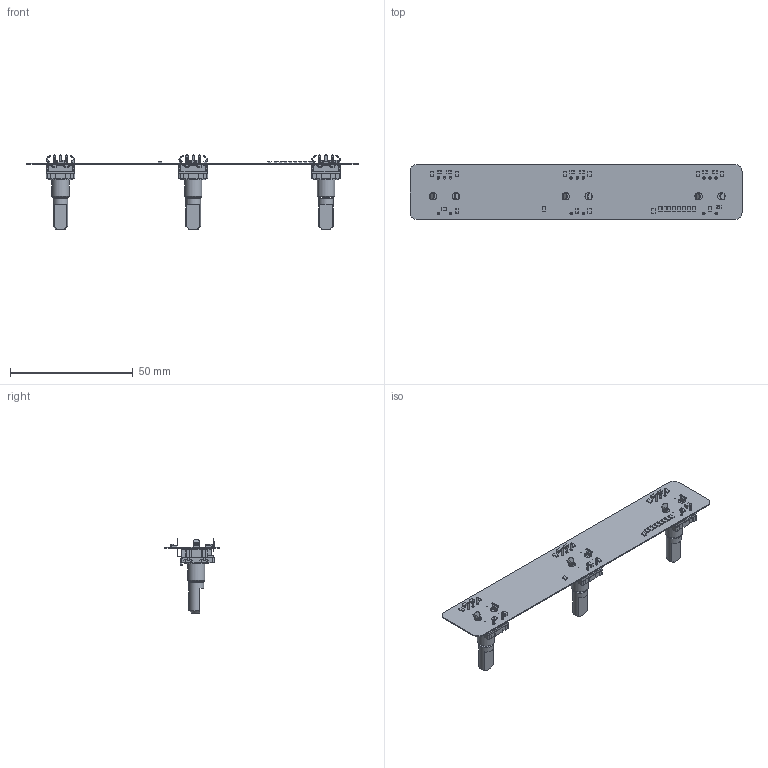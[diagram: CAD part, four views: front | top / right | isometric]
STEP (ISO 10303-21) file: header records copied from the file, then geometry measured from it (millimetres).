
FILE_DESCRIPTION(('Open CASCADE Model'),'2;1');
FILE_NAME('Open CASCADE Shape Model','2023-03-10T14:48:42',('Author'),( 'Open CASCADE'),'Open CASCADE STEP processor 6.8','Open CASCADE 6.8' ,'Unknown');
FILE_SCHEMA(('AUTOMOTIVE_DESIGN { 1 0 10303 214 1 1 1 1 }'));
Length unit declared in the file: millimetre
Products named in the file (1): PCB
Bounding box: 135 x 22.5 x 30.1 mm (x, y, z)
Volume: 1448.8 mm3; surface area: 10880.2 mm2
Topology: 38 solids, 992 shells, 1819 faces, 6876 edges, 6024 vertices
Faces by surface type: plane 1209, cylinder 472, sphere 84, revolution 24, torus 24, cone 6
Full cylindrical faces by diameter (mm): 1 x15, 3 x9, 6 x3, 7 x3, 10 x3
Entity records: 80533 total; most frequent: CARTESIAN_POINT 14975, DIRECTION 11895, ORIENTED_EDGE 8994, EDGE_CURVE 6792, VERTEX_POINT 6024, LINE 5203, VECTOR 5203, AXIS2_PLACEMENT_3D 3334
